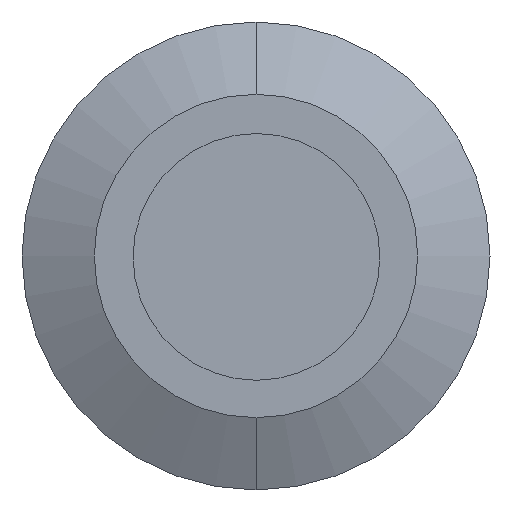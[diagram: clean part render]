
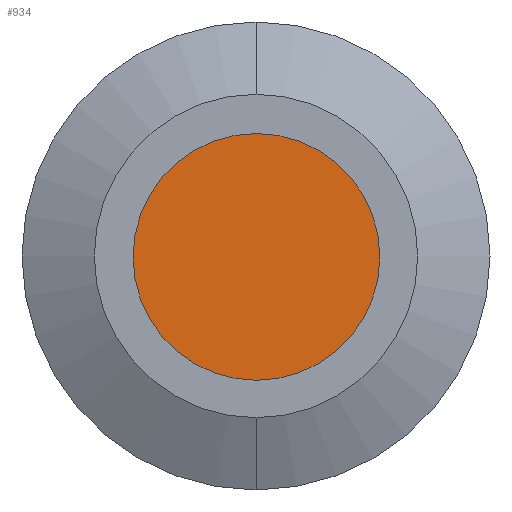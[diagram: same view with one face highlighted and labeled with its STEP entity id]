
A CAD part, left-side view. The second image highlights one B-rep face of the part: STEP entity #934.
In plain terms, the highlighted planar face has unit normal (-1, 0, 0).
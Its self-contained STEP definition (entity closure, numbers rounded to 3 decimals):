
#293=CARTESIAN_POINT('',(-12.987,-0.005,
-0.397));
#294=DIRECTION('',(1.,0.,0.));
#295=DIRECTION('',(0.,-1.,0.));
#296=AXIS2_PLACEMENT_3D('',#293,#294,#295);
#298=CARTESIAN_POINT('',(-12.987,-0.005,
-0.397));
#299=DIRECTION('',(1.,0.,0.));
#300=DIRECTION('',(0.,1.,0.));
#301=AXIS2_PLACEMENT_3D('',#298,#299,#300);
#467=CARTESIAN_POINT('',(-12.987,1.445,
-0.397));
#468=VERTEX_POINT('',#467);
#469=CARTESIAN_POINT('',(-12.987,-1.455,
-0.397));
#470=VERTEX_POINT('',#469);
#925=CARTESIAN_POINT('',(-12.987,-0.005,
-0.397));
#926=DIRECTION('',(1.,0.,0.));
#927=DIRECTION('',(0.,1.,0.));
#928=AXIS2_PLACEMENT_3D('',#925,#926,#927);
#929=PLANE('',#928);
#930=ORIENTED_EDGE('',*,*,#905,.T.);
#931=ORIENTED_EDGE('',*,*,#919,.T.);
#932=EDGE_LOOP('',(#930,#931));
#933=FACE_OUTER_BOUND('',#932,.F.);
#934=ADVANCED_FACE('',(#933),#929,.F.);
#297=CIRCLE('',#296,1.45);
#302=CIRCLE('',#301,1.45);
#905=EDGE_CURVE('',#470,#468,#297,.T.);
#919=EDGE_CURVE('',#468,#470,#302,.T.);
